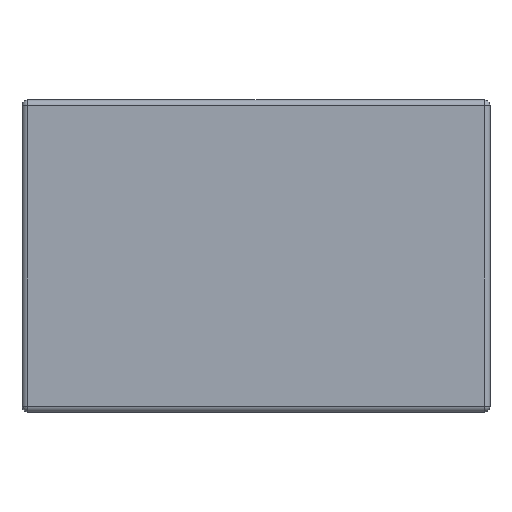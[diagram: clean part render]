
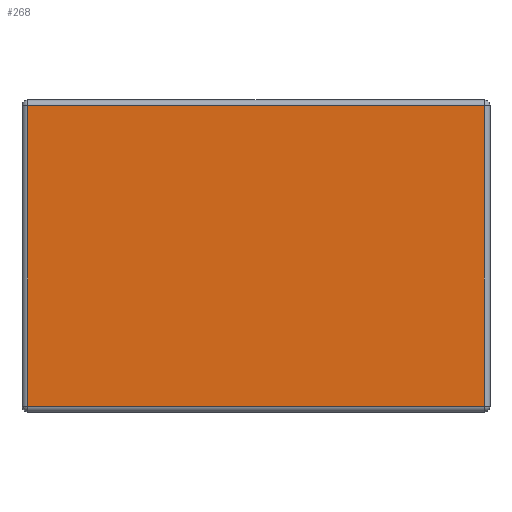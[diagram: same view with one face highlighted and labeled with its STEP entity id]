
A CAD part, top view. The second image highlights one B-rep face of the part: STEP entity #268.
In plain terms, the highlighted planar face has unit normal (0, 0, 1).
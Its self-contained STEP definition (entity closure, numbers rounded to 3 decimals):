
#268 = ADVANCED_FACE( '', ( #547 ), #548, .T. );
#547 = FACE_OUTER_BOUND( '', #820, .T. );
#548 = PLANE( '', #821 );
#820 = EDGE_LOOP( '', ( #1523, #1524, #1525, #1526 ) );
#821 = AXIS2_PLACEMENT_3D( '', #1527, #1528, #1529 );
#1523 = ORIENTED_EDGE( '', *, *, #1760, .T. );
#1524 = ORIENTED_EDGE( '', *, *, #1573, .T. );
#1525 = ORIENTED_EDGE( '', *, *, #1703, .T. );
#1526 = ORIENTED_EDGE( '', *, *, #1823, .T. );
#1527 = CARTESIAN_POINT( '', ( 0., 0., 30. ) );
#1528 = DIRECTION( '', ( 0., 0., 1. ) );
#1529 = DIRECTION( '', ( 1., 0., 0. ) );
#1573 = EDGE_CURVE( '', #1866, #1864, #1867, .T. );
#1703 = EDGE_CURVE( '', #1864, #2072, #2074, .T. );
#1760 = EDGE_CURVE( '', #2139, #1866, #2154, .T. );
#1823 = EDGE_CURVE( '', #2072, #2139, #2223, .T. );
#1864 = VERTEX_POINT( '', #2277 );
#1866 = VERTEX_POINT( '', #2279 );
#1867 = LINE( '', #2280, #2281 );
#2072 = VERTEX_POINT( '', #2576 );
#2074 = LINE( '', #2578, #2579 );
#2139 = VERTEX_POINT( '', #2672 );
#2154 = LINE( '', #2692, #2693 );
#2223 = LINE( '', #2782, #2783 );
#2277 = CARTESIAN_POINT( '', ( -58.5, 38.5, 30. ) );
#2279 = CARTESIAN_POINT( '', ( 58.5, 38.5, 30. ) );
#2280 = CARTESIAN_POINT( '', ( -60., 38.5, 30. ) );
#2281 = VECTOR( '', #2810, 1000. );
#2576 = CARTESIAN_POINT( '', ( -58.5, -38.5, 30. ) );
#2578 = CARTESIAN_POINT( '', ( -58.5, -40., 30. ) );
#2579 = VECTOR( '', #2943, 1000. );
#2672 = CARTESIAN_POINT( '', ( 58.5, -38.5, 30. ) );
#2692 = CARTESIAN_POINT( '', ( 58.5, 40., 30. ) );
#2693 = VECTOR( '', #2998, 1000. );
#2782 = CARTESIAN_POINT( '', ( 60., -38.5, 30. ) );
#2783 = VECTOR( '', #3043, 1000. );
#2810 = DIRECTION( '', ( -1., 0., 0. ) );
#2943 = DIRECTION( '', ( 0., -1., 0. ) );
#2998 = DIRECTION( '', ( 0., 1., 0. ) );
#3043 = DIRECTION( '', ( 1., 0., 0. ) );
